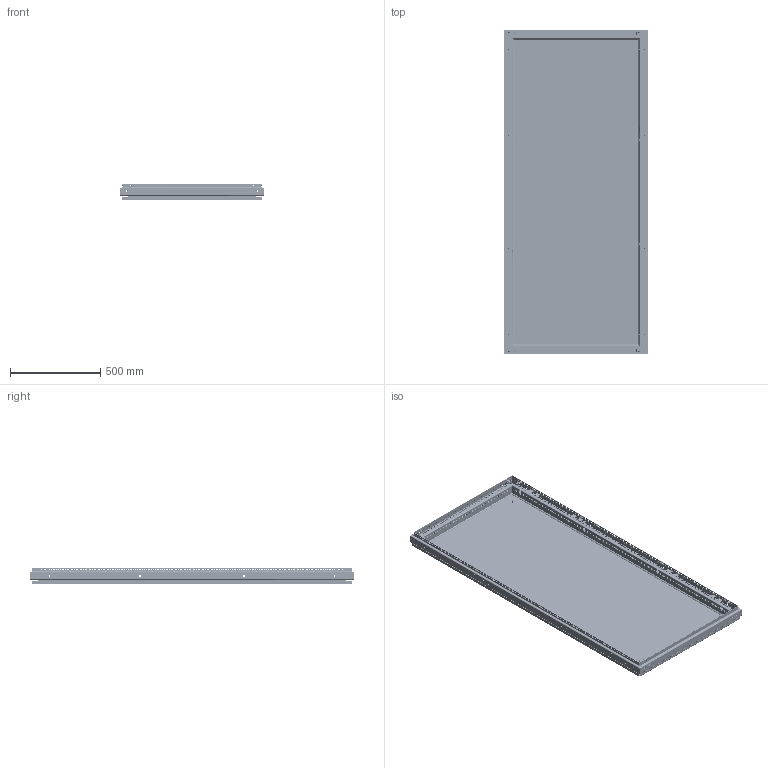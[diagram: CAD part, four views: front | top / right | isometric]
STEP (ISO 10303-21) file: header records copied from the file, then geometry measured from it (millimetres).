
FILE_DESCRIPTION (( 'STEP AP214' ), '1' );
FILE_NAME ('Ñâàðíàÿ ðàìà ñ çàäíåé ïàíåëüþ W800H1800.STEP', '2024-08-14T09:58:50', ( '' ), ( '' ), 'SwSTEP 2.0', 'SolidWorks 2021', '' );
FILE_SCHEMA (( 'AUTOMOTIVE_DESIGN' ));
Length unit declared in the file: millimetre
Products named in the file (19): Çàêëåïêà ðåçüáîâàÿ Ì8 øåñòèãðàííàÿ ñ óìåíüøåííûì áîðòîì; Ãîðèçîíòàëüíûé ïðîôèëü W800; Ãàñêåòèíã çàäíåé ïàíåëè W800H1800; Âèíò Ì6õ16 ìåáåëüíûé; Áîêîâîé ïðîôèëü H1800; Áîêîâîé ïðîôèëü2 H1800; Áîêîâîé ïðîôèëü1 H1800; 600.000; Ñâàðíàÿ ðàìà ñ çàäíåé ïàíåëüþ W800H1800; Ñâàðíàÿ ðàìà W800H1800; Çàäíÿÿ ïàíåëü W800H1800; Êðåïëåíèå çàäíåé ïàíåëè; Ãîðèçîíòàëüíûé ïðîôèëü2 W800; Áîáûøêà; Çàäíÿÿ ïàíåëü ÑÁ W800H1800; Ãîðèçîíòàëüíûé ïðîôèëü1 W800; Ãàéêà êëåòüåâàÿ DIN 88109-Ì6-(1,7-2,5)-Zn ; Øïèëüêà ïðèâàðíàÿ Ì6õ16; Çàêëåïêà ðåçüáîâàÿ Ì6 øåñòèãðàííàÿ ñ óìåíüøåííûì áîðòîì
Assembly tree (92 placements, depth 4):
  Ñâàðíàÿ ðàìà ñ çàäíåé ïàíåëüþ W800H1800
    Ñâàðíàÿ ðàìà W800H1800
      Ãîðèçîíòàëüíûé ïðîôèëü W800  x2
        Ãîðèçîíòàëüíûé ïðîôèëü1 W800
        Ãîðèçîíòàëüíûé ïðîôèëü2 W800
        600.000
        Áîáûøêà
      Áîêîâîé ïðîôèëü H1800  x2
        Áîêîâîé ïðîôèëü1 H1800
        Áîêîâîé ïðîôèëü2 H1800
      Çàêëåïêà ðåçüáîâàÿ Ì8 øåñòèãðàííàÿ ñ óìåíüøåííûì áîðòîì  x8
      Çàêëåïêà ðåçüáîâàÿ Ì6 øåñòèãðàííàÿ ñ óìåíüøåííûì áîðòîì  x26
    Çàäíÿÿ ïàíåëü ÑÁ W800H1800
      Çàäíÿÿ ïàíåëü W800H1800
      Ãàñêåòèíã çàäíåé ïàíåëè W800H1800
      Øïèëüêà ïðèâàðíàÿ Ì6õ16  x2
    Êðåïëåíèå çàäíåé ïàíåëè  x8
    Âèíò Ì6õ16 ìåáåëüíûé  x24
    Ãàéêà êëåòüåâàÿ DIN 88109-Ì6-(1,7-2,5)-Zn   x8
Bounding box: 801.2 x 1796 x 90.9 mm (x, y, z)
Volume: 4814839.5 mm3; surface area: 5525922.6 mm2
Topology: 94 solids, 94 shells, 8797 faces, 23519 edges, 14956 vertices
Faces by surface type: plane 4781, cylinder 3242, cone 472, bspline 250, torus 52
Entity records: 89996 total; most frequent: CARTESIAN_POINT 22796, ORIENTED_EDGE 13782, DIRECTION 13084, EDGE_CURVE 6891, LINE 5166, VECTOR 5166, VERTEX_POINT 4484, AXIS2_PLACEMENT_3D 3959
